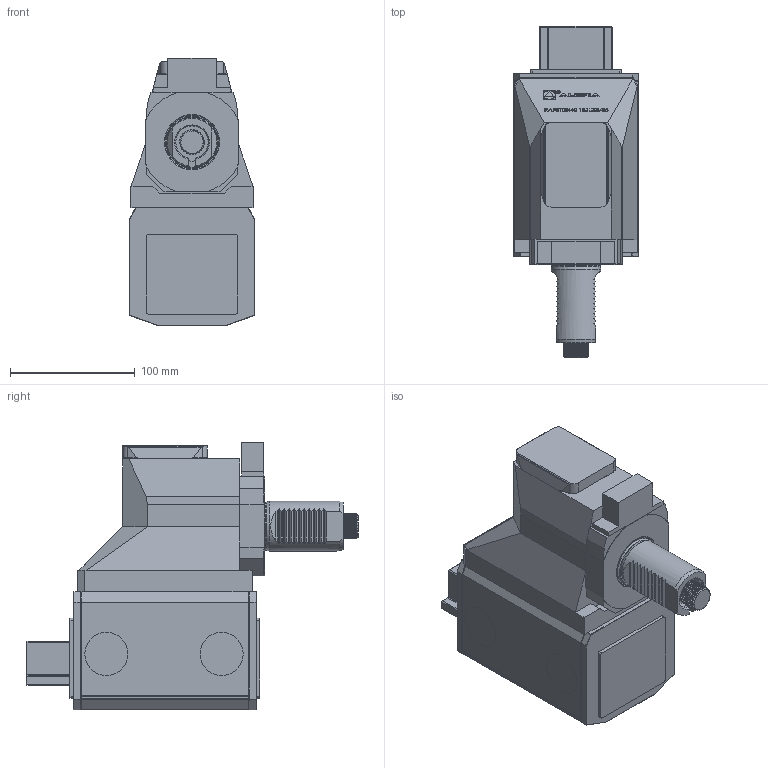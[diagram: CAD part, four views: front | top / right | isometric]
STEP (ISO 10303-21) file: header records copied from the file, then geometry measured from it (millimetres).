
FILE_DESCRIPTION (( 'STEP AP214' ), '1' );
FILE_NAME ('RAPSTDH40131US335.STEP', '2023-05-04T09:32:47', ( '' ), ( '' ), 'SwSTEP 2.0', 'SolidWorks 2016', '' );
FILE_SCHEMA (( 'AUTOMOTIVE_DESIGN' ));
Length unit declared in the file: millimetre
Products named in the file (1): RAPSTDH40131US335
Bounding box: 100 x 266.5 x 215 mm (x, y, z)
Volume: 2584313.9 mm3; surface area: 141332.4 mm2
Topology: 1 solids, 1 shells, 921 faces, 2441 edges, 1571 vertices
Faces by surface type: plane 630, bspline 119, cylinder 109, cone 60, torus 3
Full cylindrical faces by diameter (mm): 2.55 x1, 3.15 x1, 4 x1, 6 x1, 9.55 x1, 17.5 x1, 30.4 x1, 38.7 x1, 40 x1
Entity records: 37067 total; most frequent: CARTESIAN_POINT 12914, ORIENTED_EDGE 4836, DIRECTION 3768, EDGE_CURVE 2418, LINE 1672, VECTOR 1672, VERTEX_POINT 1564, AXIS2_PLACEMENT_3D 1048
